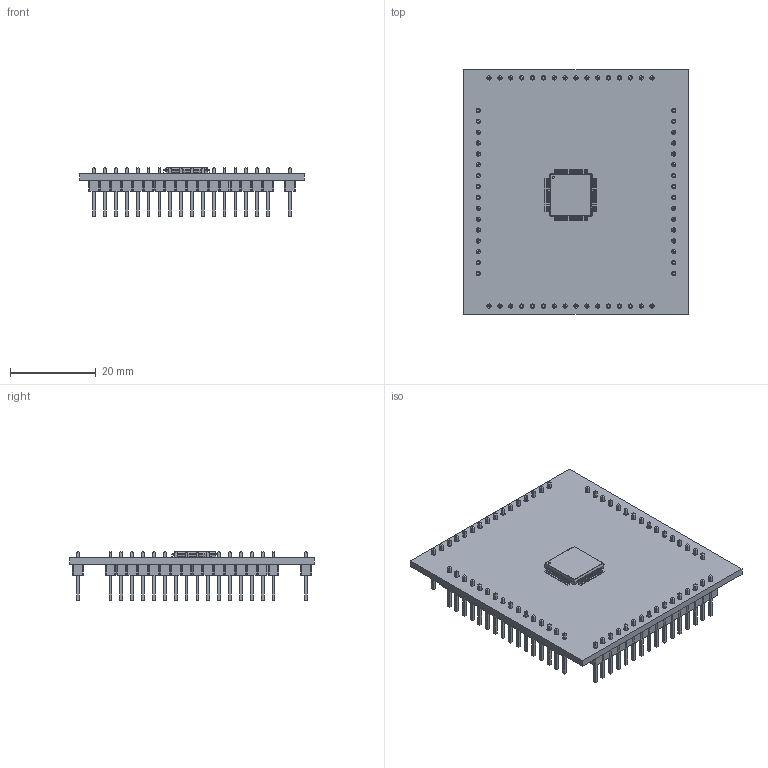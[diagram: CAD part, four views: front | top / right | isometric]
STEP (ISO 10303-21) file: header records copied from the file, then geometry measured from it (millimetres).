
FILE_DESCRIPTION(('FreeCAD Model'),'2;1');
FILE_NAME('Open CASCADE Shape Model','2023-11-26T20:23:03',(''),(''), 'Open CASCADE STEP processor 7.6','FreeCAD','Unknown');
FILE_SCHEMA(('AUTOMOTIVE_DESIGN { 1 0 10303 214 1 1 1 1 }'));
Length unit declared in the file: millimetre
Products named in the file (8): 11111111111; Board_Geoms_6e9f; Pcb_6e9f; Step_Models_6e9f; Top_6e9f; U2_LQFP_64_10x10mm_P05mm_f4b4360f7b3d; Bot_6e9f; J2_PinHeader_1x16_P254mm_Vertical_122b05d8976a
Assembly tree (10 placements, depth 4):
  11111111111
    Board_Geoms_6e9f
      Pcb_6e9f
    Step_Models_6e9f
      Top_6e9f
        U2_LQFP_64_10x10mm_P05mm_f4b4360f7b3d
      Bot_6e9f
        J2_PinHeader_1x16_P254mm_Vertical_122b05d8976a  x4
Bounding box: 52.58 x 57.15 x 11.64 mm (x, y, z)
Volume: 6124.3 mm3; surface area: 10076 mm2
Topology: 6 solids, 6 shells, 2626 faces, 6655 edges, 4170 vertices
Faces by surface type: plane 2209, cylinder 321, bspline 96
Full cylindrical faces by diameter (mm): 0.5 x1, 1 x64
Entity records: 56809 total; most frequent: CARTESIAN_POINT 10528, ORIENTED_EDGE 7706, DIRECTION 7193, EDGE_CURVE 3853, LINE 3155, VECTOR 3155, VERTEX_POINT 2430, AXIS2_PLACEMENT_3D 2019
